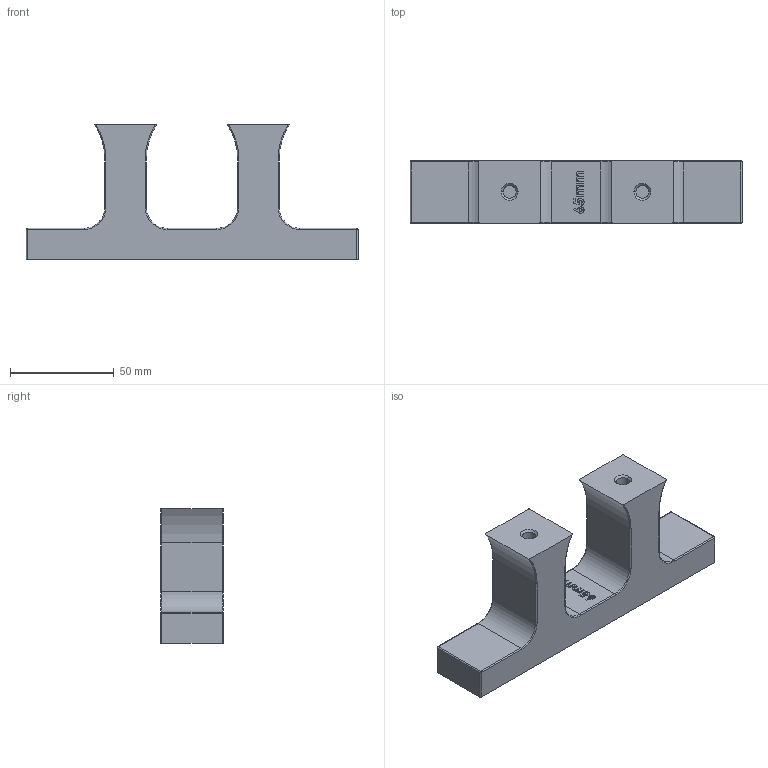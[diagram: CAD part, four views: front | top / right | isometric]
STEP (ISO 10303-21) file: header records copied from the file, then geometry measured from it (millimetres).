
FILE_DESCRIPTION (( 'STEP AP214' ), '1' );
FILE_NAME ('rod_end_foot.STEP', '2025-03-04T10:12:57', ( '' ), ( '' ), 'SwSTEP 2.0', 'SolidWorks 2024', '' );
FILE_SCHEMA (( 'AUTOMOTIVE_DESIGN' ));
Length unit declared in the file: millimetre
Products named in the file (1): rod_end_foot
Bounding box: 160 x 30 x 65 mm (x, y, z)
Volume: 135888 mm3; surface area: 26908.5 mm2
Topology: 1 solids, 1 shells, 141 faces, 360 edges, 224 vertices
Faces by surface type: plane 53, cylinder 32, bspline 32, torus 16, cone 4, sphere 4
Entity records: 5909 total; most frequent: CARTESIAN_POINT 2674, ORIENTED_EDGE 712, DIRECTION 588, EDGE_CURVE 356, VERTEX_POINT 224, VECTOR 200, LINE 200, AXIS2_PLACEMENT_3D 194
